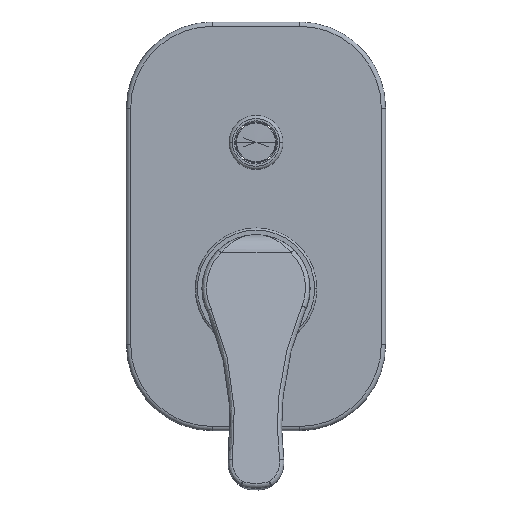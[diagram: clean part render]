
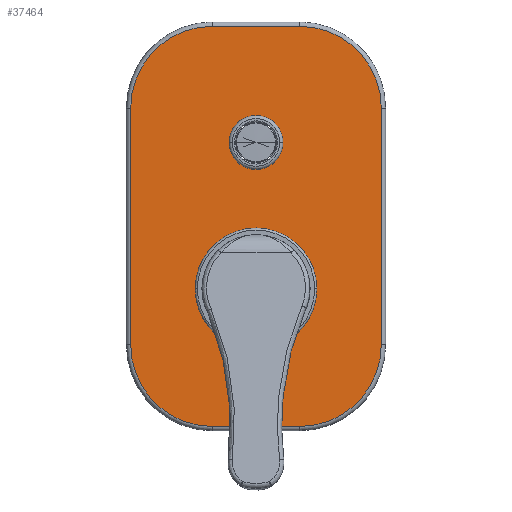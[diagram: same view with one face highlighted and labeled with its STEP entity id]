
A CAD part, top view. The second image highlights one B-rep face of the part: STEP entity #37464.
In plain terms, the highlighted planar face has unit normal (0, 0, 1).
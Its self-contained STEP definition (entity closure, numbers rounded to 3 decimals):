
#13209=DIRECTION('',(1.,0.,0.));
#13210=VECTOR('',#13209,40.5);
#13211=CARTESIAN_POINT('',(-20.25,-64.,46.));
#13212=LINE('',#13211,#13210);
#13213=CARTESIAN_POINT('',(-20.25,-26.,46.));
#13214=DIRECTION('',(0.,0.,1.));
#13215=DIRECTION('',(-1.,0.,0.));
#13216=AXIS2_PLACEMENT_3D('',#13213,#13214,#13215);
#13218=DIRECTION('',(0.,-1.,0.));
#13219=VECTOR('',#13218,110.);
#13220=CARTESIAN_POINT('',(-58.25,84.,46.));
#13221=LINE('',#13220,#13219);
#13222=CARTESIAN_POINT('',(-20.25,84.,46.));
#13223=DIRECTION('',(0.,0.,1.));
#13224=DIRECTION('',(0.,1.,0.));
#13225=AXIS2_PLACEMENT_3D('',#13222,#13223,#13224);
#13227=DIRECTION('',(-1.,0.,0.));
#13228=VECTOR('',#13227,40.5);
#13229=CARTESIAN_POINT('',(20.25,122.,46.));
#13230=LINE('',#13229,#13228);
#13231=CARTESIAN_POINT('',(20.25,84.,46.));
#13232=DIRECTION('',(0.,0.,1.));
#13233=DIRECTION('',(1.,0.,0.));
#13234=AXIS2_PLACEMENT_3D('',#13231,#13232,#13233);
#13236=DIRECTION('',(0.,1.,0.));
#13237=VECTOR('',#13236,110.);
#13238=CARTESIAN_POINT('',(58.25,-26.,46.));
#13239=LINE('',#13238,#13237);
#13240=CARTESIAN_POINT('',(20.25,-26.,46.));
#13241=DIRECTION('',(0.,0.,1.));
#13242=DIRECTION('',(0.,-1.,0.));
#13243=AXIS2_PLACEMENT_3D('',#13240,#13241,#13242);
#13245=CARTESIAN_POINT('',(0.,68.,46.));
#13246=DIRECTION('',(0.,0.,-1.));
#13247=DIRECTION('',(-1.,0.,0.));
#13248=AXIS2_PLACEMENT_3D('',#13245,#13246,#13247);
#13250=CARTESIAN_POINT('',(0.,68.,46.));
#13251=DIRECTION('',(0.,0.,-1.));
#13252=DIRECTION('',(1.,0.,0.));
#13253=AXIS2_PLACEMENT_3D('',#13250,#13251,#13252);
#13255=CARTESIAN_POINT('',(0.,0.,46.));
#13256=DIRECTION('',(0.,0.,-1.));
#13257=DIRECTION('',(-1.,0.,0.));
#13258=AXIS2_PLACEMENT_3D('',#13255,#13256,#13257);
#13260=CARTESIAN_POINT('',(0.,0.,46.));
#13261=DIRECTION('',(0.,0.,-1.));
#13262=DIRECTION('',(1.,0.,0.));
#13263=AXIS2_PLACEMENT_3D('',#13260,#13261,#13262);
#17708=CARTESIAN_POINT('',(-20.25,-64.,46.));
#17709=CARTESIAN_POINT('',(20.25,-64.,46.));
#17710=VERTEX_POINT('',#17708);
#17711=VERTEX_POINT('',#17709);
#17716=CARTESIAN_POINT('',(58.25,-26.,46.));
#17717=VERTEX_POINT('',#17716);
#17720=CARTESIAN_POINT('',(58.25,84.,46.));
#17721=VERTEX_POINT('',#17720);
#17724=CARTESIAN_POINT('',(20.25,122.,46.));
#17725=VERTEX_POINT('',#17724);
#17728=CARTESIAN_POINT('',(-20.25,122.,46.));
#17729=VERTEX_POINT('',#17728);
#17732=CARTESIAN_POINT('',(-58.25,84.,46.));
#17733=VERTEX_POINT('',#17732);
#17736=CARTESIAN_POINT('',(-58.25,-26.,46.));
#17737=VERTEX_POINT('',#17736);
#17828=CARTESIAN_POINT('',(-12.55,68.,46.));
#17829=CARTESIAN_POINT('',(12.55,68.,46.));
#17830=VERTEX_POINT('',#17828);
#17831=VERTEX_POINT('',#17829);
#17860=CARTESIAN_POINT('',(-28.25,0.,46.));
#17861=CARTESIAN_POINT('',(28.25,0.,46.));
#17862=VERTEX_POINT('',#17860);
#17863=VERTEX_POINT('',#17861);
#37430=CARTESIAN_POINT('',(0.,29.,46.));
#37431=DIRECTION('',(0.,0.,1.));
#37432=DIRECTION('',(1.,0.,0.));
#37433=AXIS2_PLACEMENT_3D('',#37430,#37431,#37432);
#37434=PLANE('',#37433);
#37436=ORIENTED_EDGE('',*,*,#37435,.F.);
#37438=ORIENTED_EDGE('',*,*,#37437,.F.);
#37440=ORIENTED_EDGE('',*,*,#37439,.F.);
#37442=ORIENTED_EDGE('',*,*,#37441,.F.);
#37444=ORIENTED_EDGE('',*,*,#37443,.F.);
#37445=ORIENTED_EDGE('',*,*,#37413,.F.);
#37447=ORIENTED_EDGE('',*,*,#37446,.F.);
#37449=ORIENTED_EDGE('',*,*,#37448,.F.);
#37450=EDGE_LOOP('',(#37436,#37438,#37440,#37442,#37444,#37445,#37447,#37449));
#37451=FACE_OUTER_BOUND('',#37450,.F.);
#37453=ORIENTED_EDGE('',*,*,#37452,.F.);
#37455=ORIENTED_EDGE('',*,*,#37454,.F.);
#37456=EDGE_LOOP('',(#37453,#37455));
#37457=FACE_BOUND('',#37456,.F.);
#37459=ORIENTED_EDGE('',*,*,#37458,.F.);
#37461=ORIENTED_EDGE('',*,*,#37460,.F.);
#37462=EDGE_LOOP('',(#37459,#37461));
#37463=FACE_BOUND('',#37462,.F.);
#37464=ADVANCED_FACE('',(#37451,#37457,#37463),#37434,.T.);
#13217=CIRCLE('',#13216,38.);
#13226=CIRCLE('',#13225,38.);
#13235=CIRCLE('',#13234,38.);
#13244=CIRCLE('',#13243,38.);
#13249=CIRCLE('',#13248,12.55);
#13254=CIRCLE('',#13253,12.55);
#13259=CIRCLE('',#13258,28.25);
#13264=CIRCLE('',#13263,28.25);
#37413=EDGE_CURVE('',#17721,#17725,#13235,.T.);
#37435=EDGE_CURVE('',#17710,#17711,#13212,.T.);
#37437=EDGE_CURVE('',#17737,#17710,#13217,.T.);
#37439=EDGE_CURVE('',#17733,#17737,#13221,.T.);
#37441=EDGE_CURVE('',#17729,#17733,#13226,.T.);
#37443=EDGE_CURVE('',#17725,#17729,#13230,.T.);
#37446=EDGE_CURVE('',#17717,#17721,#13239,.T.);
#37448=EDGE_CURVE('',#17711,#17717,#13244,.T.);
#37452=EDGE_CURVE('',#17830,#17831,#13249,.T.);
#37454=EDGE_CURVE('',#17831,#17830,#13254,.T.);
#37458=EDGE_CURVE('',#17862,#17863,#13259,.T.);
#37460=EDGE_CURVE('',#17863,#17862,#13264,.T.);
